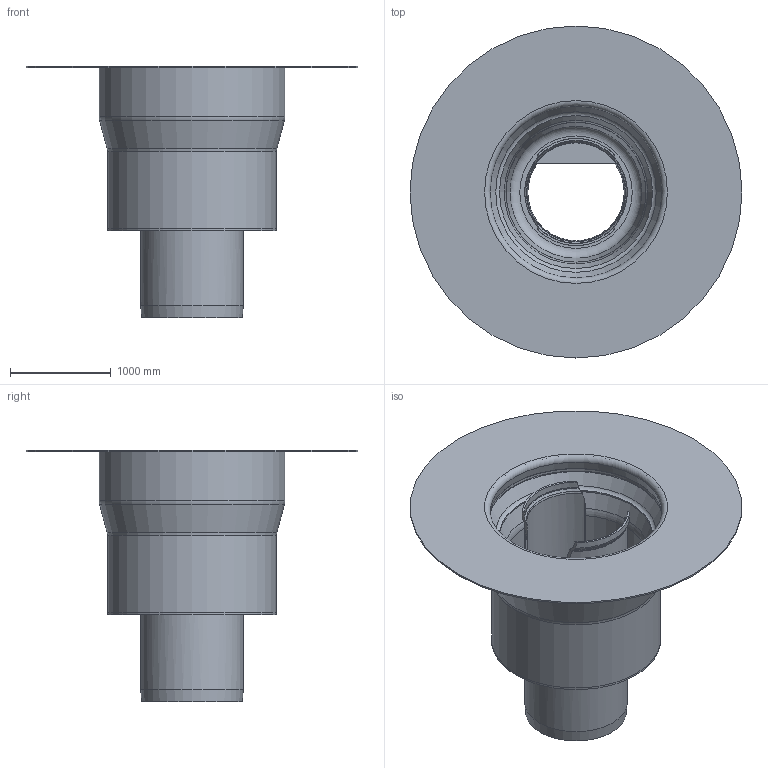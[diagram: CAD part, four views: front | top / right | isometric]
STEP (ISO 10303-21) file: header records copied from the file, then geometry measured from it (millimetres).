
FILE_DESCRIPTION(/* description */ (''),/* implementation_level */ '2;1');
FILE_NAME(/* name */ '16280.100X_3D.stp',/* time_stamp */ '2024-12-12T07:22:49+01:00',/* author */ ('CAD'),/* organization */ (''),/* preprocessor_version */ 'ST-DEVELOPER v20',/* originating_system */ 'AutoCAD Mechanical',/* authorisation */ '');
FILE_SCHEMA (('AUTOMOTIVE_DESIGN { 1 0 10303 214 3 1 1 }'));
Length unit declared in the file: centimetre
Products named in the file (2): Product; *S0
Assembly tree (1 placements, depth 2):
  Product
    *S0
Bounding box: 3300 x 3300 x 2500 mm (x, y, z)
Volume: 1680321282.7 mm3; surface area: 76628451.2 mm2
Topology: 6 solids, 6 shells, 117 faces, 302 edges, 198 vertices
Faces by surface type: torus 35, cylinder 29, plane 29, cone 24
Full cylindrical faces by diameter (mm): 105 x1, 980 x1, 1020 x3, 1030 x1, 1400 x1, 1450 x2, 1520 x1, 1622 x2, 1680 x2, 1740 x1, 1770 x2, 1790 x2, 1848 x1, 3300 x1
Entity records: 3842 total; most frequent: CARTESIAN_POINT 748, DIRECTION 723, ORIENTED_EDGE 604, AXIS2_PLACEMENT_3D 325, EDGE_CURVE 302, VERTEX_POINT 198, CIRCLE 185, EDGE_LOOP 132
